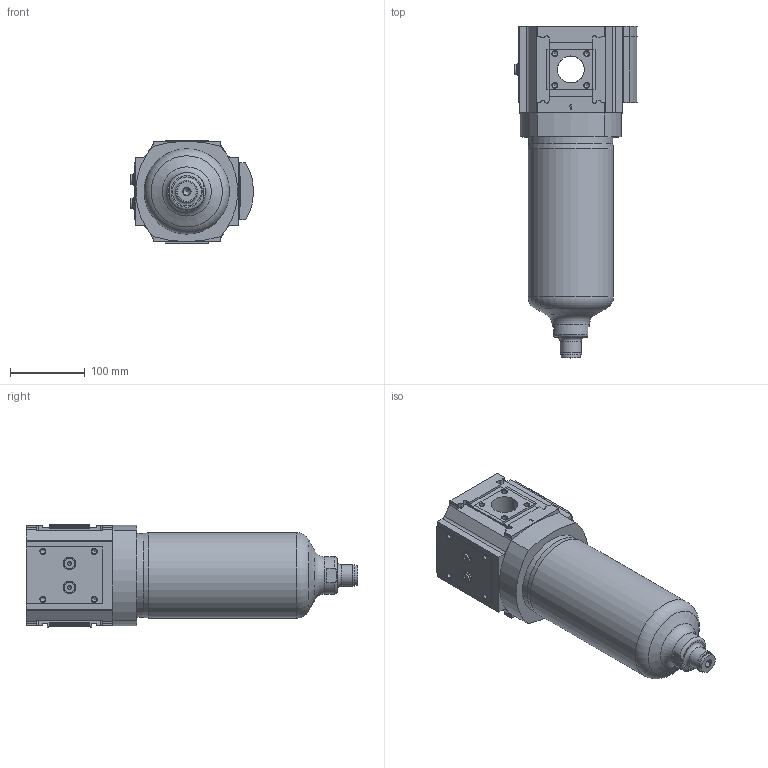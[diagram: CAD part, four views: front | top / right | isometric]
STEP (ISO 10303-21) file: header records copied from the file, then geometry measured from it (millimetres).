
FILE_DESCRIPTION(/* description */ ('STEP AP214'),/* implementation_level */ '2;1');
FILE_NAME(/* name */ '1612487_PFML-90-HP3-AST',/* time_stamp */ '2024-09-13T18:27:08+02:00',/* author */ ('License CC BY-ND 4.0'),/* organization */ ('CADENAS'),/* preprocessor_version */ 'ST-DEVELOPER v19.3',/* originating_system */ 'PARTsolutions',/* authorisation */ ' ');
FILE_SCHEMA (('AUTOMOTIVE_DESIGN {1 0 10303 214 3 1 1}'));
Length unit declared in the file: millimetre
Products named in the file (7): 1612487 PFML-90-HP3-AST; 1612487 PFML-90-HP3-AST - P1; 1763368 1763368; DIN-908 G1/2A; 1810662 1810662; DIN-908 G1/8A; 1612487 PFML-90-HP3-AST - P2
Assembly tree (12 placements, depth 2):
  1612487 PFML-90-HP3-AST
    1612487 PFML-90-HP3-AST - P1
    1763368 1763368
    DIN-908 G1/2A
    1810662 1810662  x4
    DIN-908 G1/8A  x4
    1612487 PFML-90-HP3-AST - P2
Bounding box: 163.59 x 443 x 136.5 mm (x, y, z)
Volume: 4576323.9 mm3; surface area: 266259.6 mm2
Topology: 12 solids, 12 shells, 472 faces, 1164 edges, 756 vertices
Faces by surface type: plane 242, cylinder 117, cone 109, torus 4
Full cylindrical faces by diameter (mm): 6.6 x4, 6.647 x16, 6.7 x4, 8.376 x4, 8.566 x4, 9.728 x4, 10.35 x4, 12.4 x1, 14 x4, 16 x4, 17 x4, 18.631 x1, 20.955 x1, 21.5 x1, 26 x1, 28.6 x1, 28.7 x1, 30.291 x1, 36 x2, 42 x1, 47.5 x1, 50 x1, 62 x1, 112 x1, 114 x1
Entity records: 10935 total; most frequent: CARTESIAN_POINT 2073, DIRECTION 1812, ORIENTED_EDGE 1604, EDGE_CURVE 802, AXIS2_PLACEMENT_3D 645, VERTEX_POINT 604, FACE_BOUND 558, EDGE_LOOP 536
